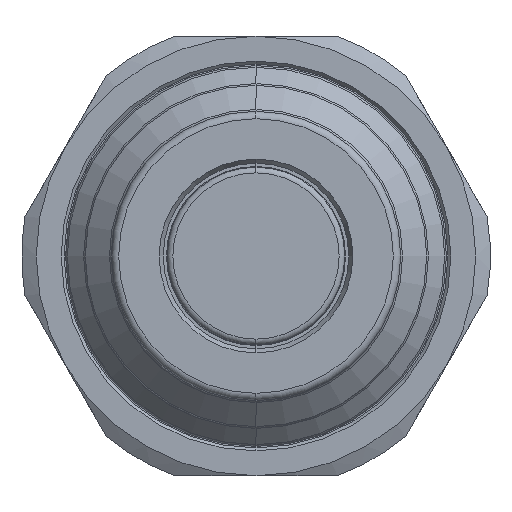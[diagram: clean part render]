
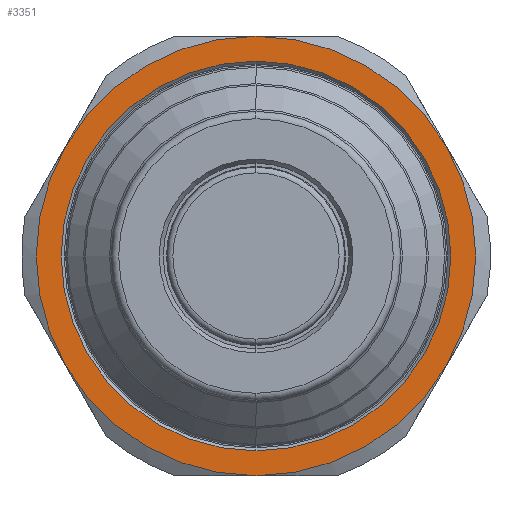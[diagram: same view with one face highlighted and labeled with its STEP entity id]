
A CAD part, left-side view. The second image highlights one B-rep face of the part: STEP entity #3351.
In plain terms, the highlighted planar face has unit normal (-1, 0, 0).
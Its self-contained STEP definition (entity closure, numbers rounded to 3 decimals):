
#51 = AXIS2_PLACEMENT_3D ( 'NONE', #2683, #2684, #2685 ) ;
#100 = AXIS2_PLACEMENT_3D ( 'NONE', #1834, #1835, #1836 ) ;
#109 = AXIS2_PLACEMENT_3D ( 'NONE', #1868, #1869, #1870 ) ;
#187 = AXIS2_PLACEMENT_3D ( 'NONE', #1787, #1788, #1789 ) ;
#188 = AXIS2_PLACEMENT_3D ( 'NONE', #1784, #1785, #1786 ) ;
#189 = AXIS2_PLACEMENT_3D ( 'NONE', #1781, #1782, #1783 ) ;
#192 = AXIS2_PLACEMENT_3D ( 'NONE', #1772, #1773, #1774 ) ;
#201 = AXIS2_PLACEMENT_3D ( 'NONE', #1816, #1817, #1818 ) ;
#220 = EDGE_CURVE ( 'NONE', #2074, #2066, #1673, .T. ) ;
#223 = EDGE_CURVE ( 'NONE', #2099, #2156, #1581, .T. ) ;
#224 = EDGE_CURVE ( 'NONE', #2075, #2076, #1582, .T. ) ;
#225 = EDGE_CURVE ( 'NONE', #2219, #2074, #1725, .T. ) ;
#233 = EDGE_CURVE ( 'NONE', #2066, #2075, #1574, .T. ) ;
#238 = EDGE_CURVE ( 'NONE', #2217, #2219, #1653, .T. ) ;
#251 = EDGE_CURVE ( 'NONE', #2076, #2217, #1708, .T. ) ;
#374 = AXIS2_PLACEMENT_3D ( 'NONE', #1089, #1090, #1091 ) ;
#1088 = PLANE ( 'NONE',  #374 ) ;
#1089 = CARTESIAN_POINT ( 'NONE',  ( 26., 13.3, 0. ) ) ;
#1090 = DIRECTION ( 'NONE',  ( -1., 0., 0. ) ) ;
#1091 = DIRECTION ( 'NONE',  ( 0., 0., 1. ) ) ;
#1338 = ORIENTED_EDGE ( 'NONE', *, *, #238, .T. ) ;
#1359 = ORIENTED_EDGE ( 'NONE', *, *, #220, .T. ) ;
#1407 = ORIENTED_EDGE ( 'NONE', *, *, #223, .F. ) ;
#1411 = ORIENTED_EDGE ( 'NONE', *, *, #225, .T. ) ;
#1421 = ORIENTED_EDGE ( 'NONE', *, *, #233, .T. ) ;
#1434 = ORIENTED_EDGE ( 'NONE', *, *, #224, .T. ) ;
#1442 = ORIENTED_EDGE ( 'NONE', *, *, #251, .T. ) ;
#1496 = EDGE_LOOP ( 'NONE', ( #1434, #1442, #1338, #1411, #1359, #1421 ) ) ;
#1520 = EDGE_LOOP ( 'NONE', ( #1407, #2326 ) ) ;
#1574 = CIRCLE ( 'NONE', #201, 15. ) ;
#1581 = CIRCLE ( 'NONE', #189, 13.3 ) ;
#1582 = CIRCLE ( 'NONE', #188, 15. ) ;
#1653 = CIRCLE ( 'NONE', #100, 15. ) ;
#1673 = CIRCLE ( 'NONE', #192, 15. ) ;
#1708 = CIRCLE ( 'NONE', #109, 15. ) ;
#1725 = CIRCLE ( 'NONE', #187, 15. ) ;
#1772 = CARTESIAN_POINT ( 'NONE',  ( 26., 0., 0. ) ) ;
#1773 = DIRECTION ( 'NONE',  ( -1., 0., 0. ) ) ;
#1774 = DIRECTION ( 'NONE',  ( 0., 0., 1. ) ) ;
#1781 = CARTESIAN_POINT ( 'NONE',  ( 26., 0., 0. ) ) ;
#1782 = DIRECTION ( 'NONE',  ( -1., 0., 0. ) ) ;
#1783 = DIRECTION ( 'NONE',  ( 0., 0., 1. ) ) ;
#1784 = CARTESIAN_POINT ( 'NONE',  ( 26., 0., 0. ) ) ;
#1785 = DIRECTION ( 'NONE',  ( -1., 0., 0. ) ) ;
#1786 = DIRECTION ( 'NONE',  ( 0., 0., 1. ) ) ;
#1787 = CARTESIAN_POINT ( 'NONE',  ( 26., 0., 0. ) ) ;
#1788 = DIRECTION ( 'NONE',  ( -1., 0., 0. ) ) ;
#1789 = DIRECTION ( 'NONE',  ( 0., 0., 1. ) ) ;
#1816 = CARTESIAN_POINT ( 'NONE',  ( 26., 0., 0. ) ) ;
#1817 = DIRECTION ( 'NONE',  ( -1., 0., 0. ) ) ;
#1818 = DIRECTION ( 'NONE',  ( 0., 0., 1. ) ) ;
#1834 = CARTESIAN_POINT ( 'NONE',  ( 26., 0., 0. ) ) ;
#1835 = DIRECTION ( 'NONE',  ( -1., 0., 0. ) ) ;
#1836 = DIRECTION ( 'NONE',  ( 0., 0., 1. ) ) ;
#1868 = CARTESIAN_POINT ( 'NONE',  ( 26., 0., 0. ) ) ;
#1869 = DIRECTION ( 'NONE',  ( -1., 0., 0. ) ) ;
#1870 = DIRECTION ( 'NONE',  ( 0., 0., 1. ) ) ;
#2066 = VERTEX_POINT ( 'NONE', #3560 ) ;
#2074 = VERTEX_POINT ( 'NONE', #3568 ) ;
#2075 = VERTEX_POINT ( 'NONE', #3569 ) ;
#2076 = VERTEX_POINT ( 'NONE', #3570 ) ;
#2099 = VERTEX_POINT ( 'NONE', #3592 ) ;
#2156 = VERTEX_POINT ( 'NONE', #3649 ) ;
#2217 = VERTEX_POINT ( 'NONE', #3710 ) ;
#2219 = VERTEX_POINT ( 'NONE', #3712 ) ;
#2326 = ORIENTED_EDGE ( 'NONE', *, *, #3182, .F. ) ;
#2683 = CARTESIAN_POINT ( 'NONE',  ( 26., 0., 0. ) ) ;
#2684 = DIRECTION ( 'NONE',  ( -1., 0., 0. ) ) ;
#2685 = DIRECTION ( 'NONE',  ( 0., 0., 1. ) ) ;
#2805 = CIRCLE ( 'NONE', #51, 13.3 ) ;
#3053 = FACE_OUTER_BOUND ( 'NONE', #1496, .T. ) ;
#3054 = FACE_BOUND ( 'NONE', #1520, .T. ) ;
#3182 = EDGE_CURVE ( 'NONE', #2156, #2099, #2805, .T. ) ;
#3351 = ADVANCED_FACE ( 'NONE', ( #3053, #3054 ), #1088, .T. ) ;
#3560 = CARTESIAN_POINT ( 'NONE',  ( 26., -12.99, 7.5 ) ) ;
#3568 = CARTESIAN_POINT ( 'NONE',  ( 26., -12.99, -7.5 ) ) ;
#3569 = CARTESIAN_POINT ( 'NONE',  ( 26., 0., 15. ) ) ;
#3570 = CARTESIAN_POINT ( 'NONE',  ( 26., 12.99, 7.5 ) ) ;
#3592 = CARTESIAN_POINT ( 'NONE',  ( 26., 0., 13.3 ) ) ;
#3649 = CARTESIAN_POINT ( 'NONE',  ( 26., 0., -13.3 ) ) ;
#3710 = CARTESIAN_POINT ( 'NONE',  ( 26., 12.99, -7.5 ) ) ;
#3712 = CARTESIAN_POINT ( 'NONE',  ( 26., 0., -15. ) ) ;
